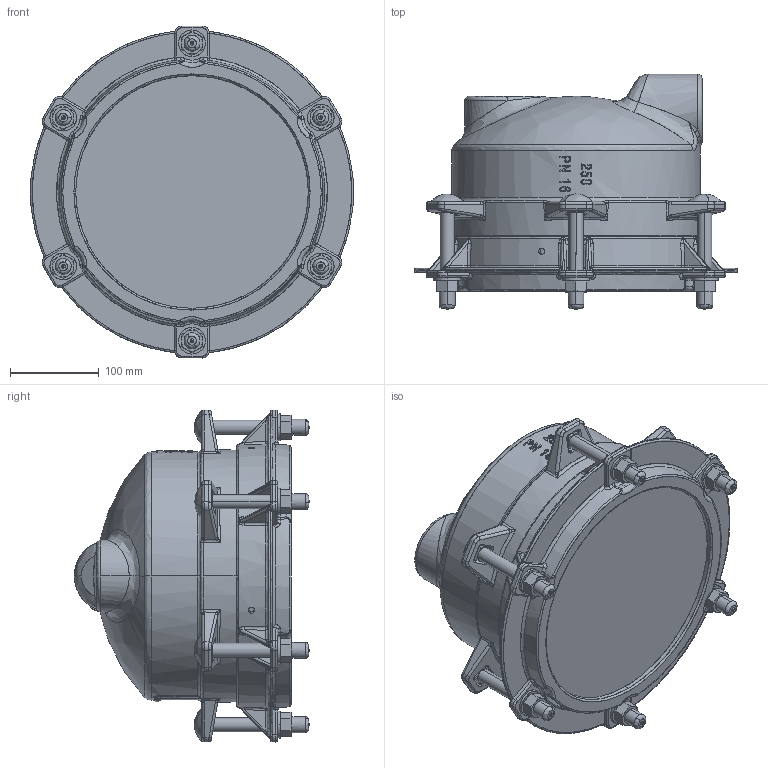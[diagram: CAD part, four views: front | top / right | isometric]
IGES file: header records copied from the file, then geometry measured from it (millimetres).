
Start section: SolidWorks IGES file using analytic representation for surfaces
Global section: file name: 6241025061.IGS; native system: SolidWorks 2008; preprocessor: SolidWorks 2008; author: ch_xmm; date: 100830.105542; units: millimetre
Bounding box: 363.63 x 265.2 x 374 mm (x, y, z)
Surface area: 471022.5 mm2 (no closed solid volume)
Topology: 0 solids, 0 shells, 1449 faces, 16163 edges, 16117 vertices
Faces by surface type: bspline 1148, revolution 301
